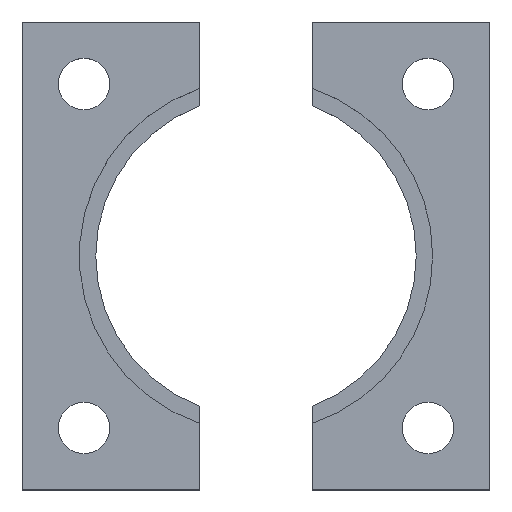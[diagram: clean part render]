
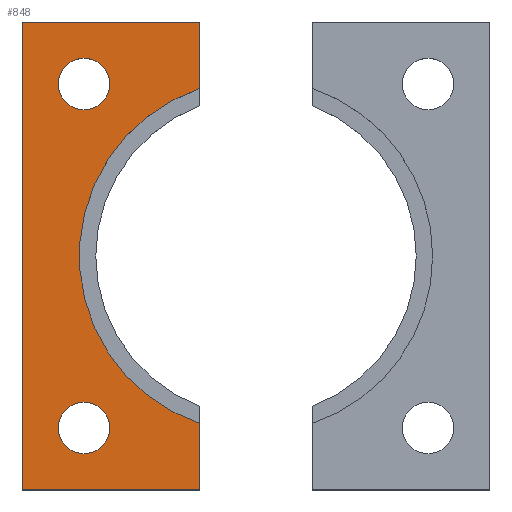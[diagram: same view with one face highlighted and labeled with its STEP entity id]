
A CAD part, top view. The second image highlights one B-rep face of the part: STEP entity #848.
In plain terms, the highlighted planar face has unit normal (0, 0, 1).
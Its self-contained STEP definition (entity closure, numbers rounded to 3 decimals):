
#1 = DIRECTION ( 'NONE',  ( 1., 0., 0. ) ) ;
#10 = VECTOR ( 'NONE', #636, 1000. ) ;
#14 = ORIENTED_EDGE ( 'NONE', *, *, #894, .F. ) ;
#15 = DIRECTION ( 'NONE',  ( -1., 0., 0. ) ) ;
#16 = FACE_BOUND ( 'NONE', #790, .T. ) ;
#33 = VERTEX_POINT ( 'NONE', #45 ) ;
#45 = CARTESIAN_POINT ( 'NONE',  ( -42.25, 36.75, 12. ) ) ;
#55 = LINE ( 'NONE', #459, #254 ) ;
#81 = CARTESIAN_POINT ( 'NONE',  ( -12., -50., 12. ) ) ;
#99 = DIRECTION ( 'NONE',  ( 0., 1., 0. ) ) ;
#101 = CARTESIAN_POINT ( 'NONE',  ( 0., 0., 12. ) ) ;
#113 = VERTEX_POINT ( 'NONE', #766 ) ;
#130 = DIRECTION ( 'NONE',  ( 0., 0., 1. ) ) ;
#141 = AXIS2_PLACEMENT_3D ( 'NONE', #313, #864, #399 ) ;
#144 = ORIENTED_EDGE ( 'NONE', *, *, #726, .T. ) ;
#151 = ORIENTED_EDGE ( 'NONE', *, *, #405, .F. ) ;
#153 = CIRCLE ( 'NONE', #141, 5.5 ) ;
#175 = DIRECTION ( 'NONE',  ( 0., 0., 1. ) ) ;
#203 = PLANE ( 'NONE',  #257 ) ;
#206 = AXIS2_PLACEMENT_3D ( 'NONE', #922, #453, #1000 ) ;
#213 = DIRECTION ( 'NONE',  ( 1., 0., 0. ) ) ;
#221 = LINE ( 'NONE', #347, #628 ) ;
#234 = LINE ( 'NONE', #81, #10 ) ;
#254 = VECTOR ( 'NONE', #761, 1000. ) ;
#257 = AXIS2_PLACEMENT_3D ( 'NONE', #444, #130, #663 ) ;
#268 = VECTOR ( 'NONE', #15, 1000. ) ;
#272 = CARTESIAN_POINT ( 'NONE',  ( -12., 50., 12. ) ) ;
#276 = VERTEX_POINT ( 'NONE', #480 ) ;
#287 = VERTEX_POINT ( 'NONE', #899 ) ;
#288 = DIRECTION ( 'NONE',  ( 0., 0., 1. ) ) ;
#291 = AXIS2_PLACEMENT_3D ( 'NONE', #809, #288, #213 ) ;
#313 = CARTESIAN_POINT ( 'NONE',  ( -36.75, 36.75, 12. ) ) ;
#318 = AXIS2_PLACEMENT_3D ( 'NONE', #696, #780, #417 ) ;
#333 = ORIENTED_EDGE ( 'NONE', *, *, #750, .T. ) ;
#347 = CARTESIAN_POINT ( 'NONE',  ( -50., -50., 12. ) ) ;
#348 = CARTESIAN_POINT ( 'NONE',  ( -12., -50., 12. ) ) ;
#364 = AXIS2_PLACEMENT_3D ( 'NONE', #101, #175, #1 ) ;
#399 = DIRECTION ( 'NONE',  ( 1., 0., 0. ) ) ;
#405 = EDGE_CURVE ( 'NONE', #839, #287, #646, .T. ) ;
#417 = DIRECTION ( 'NONE',  ( 1., 0., 0. ) ) ;
#420 = CIRCLE ( 'NONE', #206, 5.5 ) ;
#439 = VERTEX_POINT ( 'NONE', #1018 ) ;
#444 = CARTESIAN_POINT ( 'NONE',  ( 0., 0., 12. ) ) ;
#445 = LINE ( 'NONE', #890, #865 ) ;
#453 = DIRECTION ( 'NONE',  ( 0., 0., 1. ) ) ;
#456 = DIRECTION ( 'NONE',  ( 0., -1., 0. ) ) ;
#459 = CARTESIAN_POINT ( 'NONE',  ( -12., -50., 12. ) ) ;
#480 = CARTESIAN_POINT ( 'NONE',  ( -12., 50., 12. ) ) ;
#481 = VERTEX_POINT ( 'NONE', #775 ) ;
#486 = ORIENTED_EDGE ( 'NONE', *, *, #654, .F. ) ;
#509 = FACE_BOUND ( 'NONE', #797, .T. ) ;
#512 = CARTESIAN_POINT ( 'NONE',  ( -31.25, -36.75, 12. ) ) ;
#588 = VERTEX_POINT ( 'NONE', #348 ) ;
#616 = EDGE_CURVE ( 'NONE', #942, #33, #913, .T. ) ;
#628 = VECTOR ( 'NONE', #456, 1000. ) ;
#636 = DIRECTION ( 'NONE',  ( 1., 0., 0. ) ) ;
#644 = EDGE_CURVE ( 'NONE', #113, #588, #234, .T. ) ;
#646 = CIRCLE ( 'NONE', #318, 5.5 ) ;
#648 = EDGE_CURVE ( 'NONE', #439, #276, #445, .T. ) ;
#654 = EDGE_CURVE ( 'NONE', #439, #481, #837, .T. ) ;
#655 = VERTEX_POINT ( 'NONE', #964 ) ;
#663 = DIRECTION ( 'NONE',  ( 1., 0., 0. ) ) ;
#670 = LINE ( 'NONE', #272, #268 ) ;
#673 = ORIENTED_EDGE ( 'NONE', *, *, #616, .F. ) ;
#675 = CARTESIAN_POINT ( 'NONE',  ( -31.25, 36.75, 12. ) ) ;
#696 = CARTESIAN_POINT ( 'NONE',  ( -36.75, -36.75, 12. ) ) ;
#699 = ORIENTED_EDGE ( 'NONE', *, *, #648, .T. ) ;
#717 = FACE_OUTER_BOUND ( 'NONE', #888, .T. ) ;
#726 = EDGE_CURVE ( 'NONE', #276, #655, #670, .T. ) ;
#750 = EDGE_CURVE ( 'NONE', #588, #481, #55, .T. ) ;
#761 = DIRECTION ( 'NONE',  ( 0., 1., 0. ) ) ;
#764 = EDGE_CURVE ( 'NONE', #655, #113, #221, .T. ) ;
#766 = CARTESIAN_POINT ( 'NONE',  ( -50., -50., 12. ) ) ;
#775 = CARTESIAN_POINT ( 'NONE',  ( -12., -35.792, 12. ) ) ;
#780 = DIRECTION ( 'NONE',  ( 0., 0., 1. ) ) ;
#789 = ORIENTED_EDGE ( 'NONE', *, *, #644, .T. ) ;
#790 = EDGE_LOOP ( 'NONE', ( #14, #151 ) ) ;
#797 = EDGE_LOOP ( 'NONE', ( #916, #673 ) ) ;
#809 = CARTESIAN_POINT ( 'NONE',  ( -36.75, 36.75, 12. ) ) ;
#837 = CIRCLE ( 'NONE', #364, 37.75 ) ;
#839 = VERTEX_POINT ( 'NONE', #512 ) ;
#848 = ADVANCED_FACE ( 'NONE', ( #717, #509, #16 ), #203, .T. ) ;
#864 = DIRECTION ( 'NONE',  ( 0., 0., 1. ) ) ;
#865 = VECTOR ( 'NONE', #99, 1000. ) ;
#888 = EDGE_LOOP ( 'NONE', ( #486, #699, #144, #961, #789, #333 ) ) ;
#890 = CARTESIAN_POINT ( 'NONE',  ( -12., 32.079, 12. ) ) ;
#894 = EDGE_CURVE ( 'NONE', #287, #839, #420, .T. ) ;
#899 = CARTESIAN_POINT ( 'NONE',  ( -42.25, -36.75, 12. ) ) ;
#913 = CIRCLE ( 'NONE', #291, 5.5 ) ;
#916 = ORIENTED_EDGE ( 'NONE', *, *, #999, .F. ) ;
#922 = CARTESIAN_POINT ( 'NONE',  ( -36.75, -36.75, 12. ) ) ;
#942 = VERTEX_POINT ( 'NONE', #675 ) ;
#961 = ORIENTED_EDGE ( 'NONE', *, *, #764, .T. ) ;
#964 = CARTESIAN_POINT ( 'NONE',  ( -50., 50., 12. ) ) ;
#999 = EDGE_CURVE ( 'NONE', #33, #942, #153, .T. ) ;
#1000 = DIRECTION ( 'NONE',  ( 1., 0., 0. ) ) ;
#1018 = CARTESIAN_POINT ( 'NONE',  ( -12., 35.792, 12. ) ) ;
